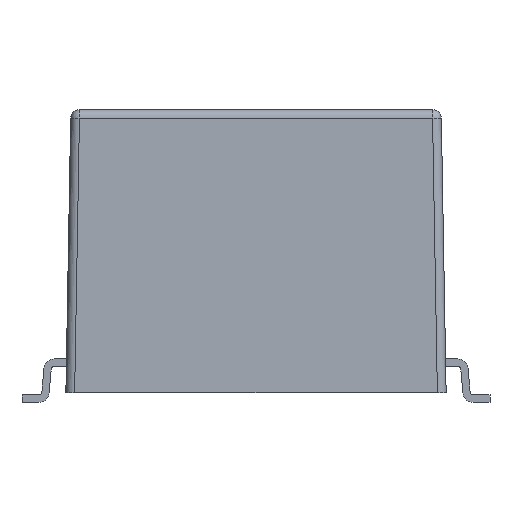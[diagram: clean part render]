
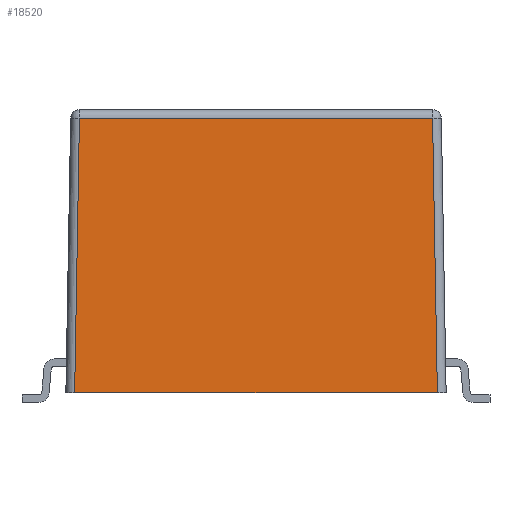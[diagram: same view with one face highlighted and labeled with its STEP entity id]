
A CAD part, front view. The second image highlights one B-rep face of the part: STEP entity #18520.
In plain terms, the highlighted face is planar.
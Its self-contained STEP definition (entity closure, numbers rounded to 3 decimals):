
#4335=ORIENTED_EDGE('',*,*,#6584,.T.);
#4336=ORIENTED_EDGE('',*,*,#6585,.T.);
#4337=ORIENTED_EDGE('',*,*,#6586,.T.);
#4338=ORIENTED_EDGE('',*,*,#6587,.T.);
#6584=EDGE_CURVE('',#7899,#7900,#9322,.T.);
#6585=EDGE_CURVE('',#7900,#7901,#9323,.T.);
#6586=EDGE_CURVE('',#7901,#7902,#9324,.T.);
#6587=EDGE_CURVE('',#7902,#7899,#9325,.T.);
#7899=VERTEX_POINT('',#27955);
#7900=VERTEX_POINT('',#27956);
#7901=VERTEX_POINT('',#27958);
#7902=VERTEX_POINT('',#27960);
#9322=LINE('',#27954,#10745);
#9323=LINE('',#27957,#10746);
#9324=LINE('',#27959,#10747);
#9325=LINE('',#27961,#10748);
#10745=VECTOR('',#23213,1000.);
#10746=VECTOR('',#23214,1000.);
#10747=VECTOR('',#23215,1000.);
#10748=VECTOR('',#23216,1000.);
#11462=EDGE_LOOP('',(#4335,#4336,#4337,#4338));
#12239=FACE_BOUND('',#11462,.T.);
#12809=PLANE('',#19619);
#18520=ADVANCED_FACE('',(#12239),#12809,.T.);
#19619=AXIS2_PLACEMENT_3D('',#27953,#23211,#23212);
#23211=DIRECTION('',(1.,0.,0.017));
#23212=DIRECTION('',(0.017,0.,-1.));
#23213=DIRECTION('',(0.,1.,0.));
#23214=DIRECTION('',(-0.017,-0.017,1.));
#23215=DIRECTION('',(0.,-1.,0.));
#23216=DIRECTION('',(0.017,-0.017,-1.));
#27953=CARTESIAN_POINT('',(16.7,6.5,0.));
#27954=CARTESIAN_POINT('',(16.7,6.5,0.));
#27955=CARTESIAN_POINT('',(16.7,-6.2,0.));
#27956=CARTESIAN_POINT('',(16.7,6.2,0.));
#27957=CARTESIAN_POINT('',(16.7,6.2,-0.005));
#27958=CARTESIAN_POINT('',(16.536,6.036,9.375));
#27959=CARTESIAN_POINT('',(16.536,-6.331,9.375));
#27960=CARTESIAN_POINT('',(16.536,-6.036,9.375));
#27961=CARTESIAN_POINT('',(16.696,-6.196,0.222));
